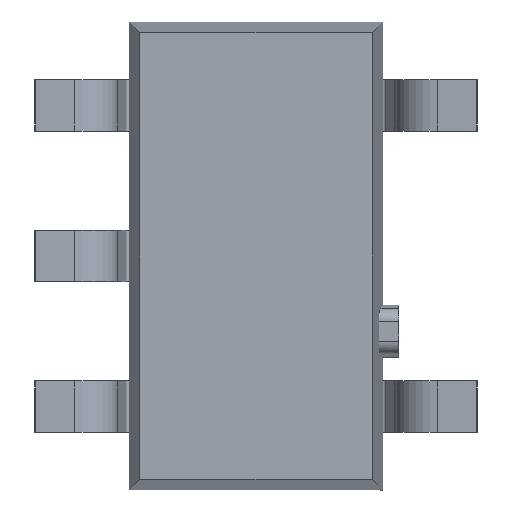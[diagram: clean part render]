
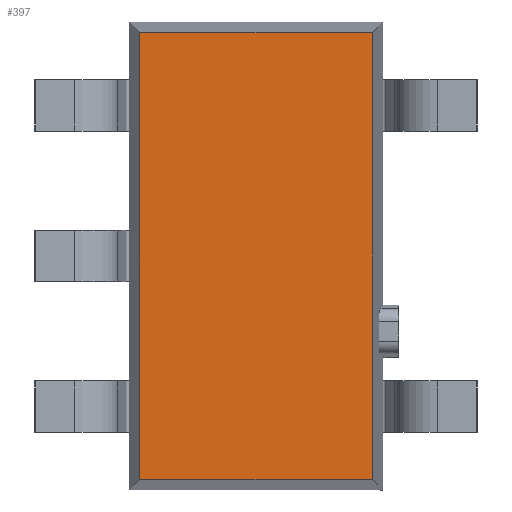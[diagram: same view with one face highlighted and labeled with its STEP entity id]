
A CAD part, front view. The second image highlights one B-rep face of the part: STEP entity #397.
In plain terms, the highlighted face is planar.
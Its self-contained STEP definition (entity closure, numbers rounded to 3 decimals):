
#20 = DIRECTION ( 'NONE',  ( 0., 0., -1. ) ) ;
#113 = DIRECTION ( 'NONE',  ( 1., 0., 0. ) ) ;
#125 = EDGE_CURVE ( 'NONE', #1909, #1849, #1958, .T. ) ;
#152 = CARTESIAN_POINT ( 'NONE',  ( 2.882, 0.55, 0. ) ) ;
#165 = DIRECTION ( 'NONE',  ( 0., 0., -1. ) ) ;
#184 = FACE_OUTER_BOUND ( 'NONE', #252, .T. ) ;
#252 = EDGE_LOOP ( 'NONE', ( #1253, #1080, #1027, #966 ) ) ;
#344 = VECTOR ( 'NONE', #1342, 1000. ) ;
#345 = CARTESIAN_POINT ( 'NONE',  ( 0., 0.55, -1.532 ) ) ;
#379 = CARTESIAN_POINT ( 'NONE',  ( 0., 0.55, -0.068 ) ) ;
#397 = ADVANCED_FACE ( 'NONE', ( #184 ), #2275, .F. ) ;
#520 = EDGE_CURVE ( 'NONE', #696, #1909, #774, .T. ) ;
#540 = CARTESIAN_POINT ( 'NONE',  ( 0.068, 0.55, -1.532 ) ) ;
#681 = CARTESIAN_POINT ( 'NONE',  ( 2.882, 0.55, -1.532 ) ) ;
#696 = VERTEX_POINT ( 'NONE', #540 ) ;
#710 = VECTOR ( 'NONE', #2015, 1000. ) ;
#774 = LINE ( 'NONE', #2059, #710 ) ;
#966 = ORIENTED_EDGE ( 'NONE', *, *, #1689, .T. ) ;
#991 = VECTOR ( 'NONE', #165, 1000. ) ;
#997 = LINE ( 'NONE', #345, #344 ) ;
#1027 = ORIENTED_EDGE ( 'NONE', *, *, #2119, .T. ) ;
#1080 = ORIENTED_EDGE ( 'NONE', *, *, #125, .T. ) ;
#1253 = ORIENTED_EDGE ( 'NONE', *, *, #520, .T. ) ;
#1342 = DIRECTION ( 'NONE',  ( -1., 0., 0. ) ) ;
#1446 = LINE ( 'NONE', #152, #991 ) ;
#1588 = CARTESIAN_POINT ( 'NONE',  ( 0.068, 0.55, -0.068 ) ) ;
#1689 = EDGE_CURVE ( 'NONE', #2066, #696, #997, .T. ) ;
#1849 = VERTEX_POINT ( 'NONE', #2106 ) ;
#1909 = VERTEX_POINT ( 'NONE', #1588 ) ;
#1958 = LINE ( 'NONE', #379, #2057 ) ;
#2015 = DIRECTION ( 'NONE',  ( 0., 0., 1. ) ) ;
#2057 = VECTOR ( 'NONE', #113, 1000. ) ;
#2059 = CARTESIAN_POINT ( 'NONE',  ( 0.068, 0.55, 0. ) ) ;
#2066 = VERTEX_POINT ( 'NONE', #681 ) ;
#2106 = CARTESIAN_POINT ( 'NONE',  ( 2.882, 0.55, -0.068 ) ) ;
#2119 = EDGE_CURVE ( 'NONE', #1849, #2066, #1446, .T. ) ;
#2208 = AXIS2_PLACEMENT_3D ( 'NONE', #2272, #2276, #20 ) ;
#2272 = CARTESIAN_POINT ( 'NONE',  ( 0., 0.55, 0. ) ) ;
#2275 = PLANE ( 'NONE',  #2208 ) ;
#2276 = DIRECTION ( 'NONE',  ( 0., -1., 0. ) ) ;
